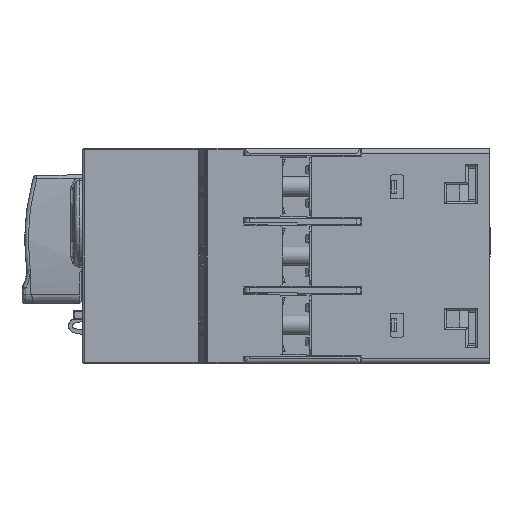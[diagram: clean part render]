
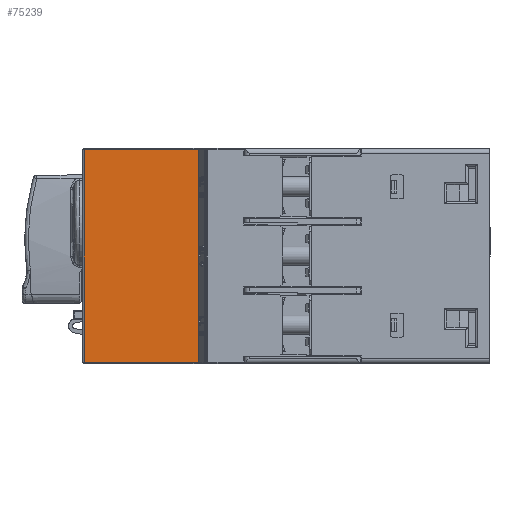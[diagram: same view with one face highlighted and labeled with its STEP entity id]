
A CAD part, left-side view. The second image highlights one B-rep face of the part: STEP entity #75239.
In plain terms, the highlighted planar face has unit normal (-1, 0.004, 0).
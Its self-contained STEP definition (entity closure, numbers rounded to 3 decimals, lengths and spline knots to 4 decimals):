
#570 = ORIENTED_EDGE ( 'NONE', *, *, #2021, .F. ) ;
#645 = DIRECTION ( 'NONE',  ( 0.004, 1., 0. ) ) ;
#2021 = EDGE_CURVE ( 'NONE', #56707, #17133, #71618, .T. ) ;
#2248 = AXIS2_PLACEMENT_3D ( 'NONE', #25238, #44108, #51948 ) ;
#4201 = VECTOR ( 'NONE', #52338, 39.3701 ) ;
#5945 = CARTESIAN_POINT ( 'NONE',  ( -0.9183, 2.1732, 0.8701 ) ) ;
#13091 = CARTESIAN_POINT ( 'NONE',  ( -0.9183, 2.1732, 0.8701 ) ) ;
#17133 = VERTEX_POINT ( 'NONE', #5945 ) ;
#17383 = PLANE ( 'NONE',  #2248 ) ;
#21233 = CARTESIAN_POINT ( 'NONE',  ( -0.9142, 3.1099, 0.8701 ) ) ;
#25238 = CARTESIAN_POINT ( 'NONE',  ( -0.9183, 2.1732, 0.8701 ) ) ;
#25631 = CARTESIAN_POINT ( 'NONE',  ( -0.9142, 3.1099, 0.8701 ) ) ;
#26549 = ORIENTED_EDGE ( 'NONE', *, *, #85144, .T. ) ;
#26748 = VECTOR ( 'NONE', #645, 39.3701 ) ;
#28712 = CARTESIAN_POINT ( 'NONE',  ( -0.9183, 2.1732, -0.8701 ) ) ;
#32800 = LINE ( 'NONE', #13091, #58862 ) ;
#33453 = LINE ( 'NONE', #66718, #26748 ) ;
#35273 = EDGE_CURVE ( 'NONE', #35559, #17133, #32800, .T. ) ;
#35559 = VERTEX_POINT ( 'NONE', #28712 ) ;
#35810 = ORIENTED_EDGE ( 'NONE', *, *, #35273, .T. ) ;
#36720 = DIRECTION ( 'NONE',  ( 0., 0., -1. ) ) ;
#40354 = ORIENTED_EDGE ( 'NONE', *, *, #41268, .F. ) ;
#41268 = EDGE_CURVE ( 'NONE', #35559, #84823, #33453, .T. ) ;
#44108 = DIRECTION ( 'NONE',  ( -1., 0.004, 0. ) ) ;
#51948 = DIRECTION ( 'NONE',  ( -0.004, -1., 0. ) ) ;
#52338 = DIRECTION ( 'NONE',  ( -0.004, -1., 0. ) ) ;
#53374 = DIRECTION ( 'NONE',  ( 0., 0., 1. ) ) ;
#55139 = LINE ( 'NONE', #75710, #69015 ) ;
#56707 = VERTEX_POINT ( 'NONE', #21233 ) ;
#56962 = CARTESIAN_POINT ( 'NONE',  ( -0.9142, 3.1099, -0.8701 ) ) ;
#58862 = VECTOR ( 'NONE', #53374, 39.3701 ) ;
#66718 = CARTESIAN_POINT ( 'NONE',  ( -0.9183, 2.1732, -0.8701 ) ) ;
#69015 = VECTOR ( 'NONE', #36720, 39.3701 ) ;
#71618 = LINE ( 'NONE', #25631, #4201 ) ;
#75239 = ADVANCED_FACE ( 'NONE', ( #85668 ), #17383, .T. ) ;
#75710 = CARTESIAN_POINT ( 'NONE',  ( -0.9142, 3.1099, 0.8701 ) ) ;
#77907 = EDGE_LOOP ( 'NONE', ( #35810, #570, #26549, #40354 ) ) ;
#84823 = VERTEX_POINT ( 'NONE', #56962 ) ;
#85144 = EDGE_CURVE ( 'NONE', #56707, #84823, #55139, .T. ) ;
#85668 = FACE_OUTER_BOUND ( 'NONE', #77907, .T. ) ;
